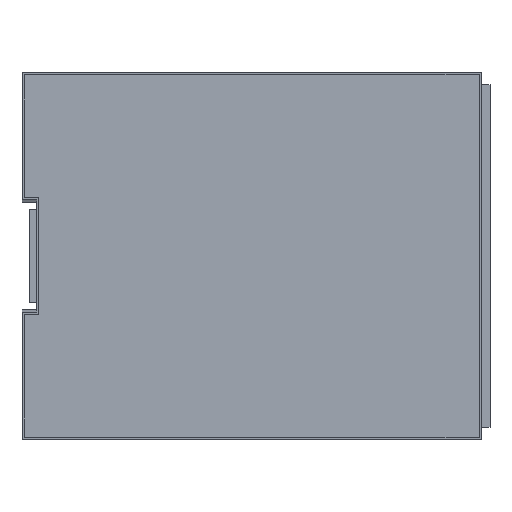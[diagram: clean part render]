
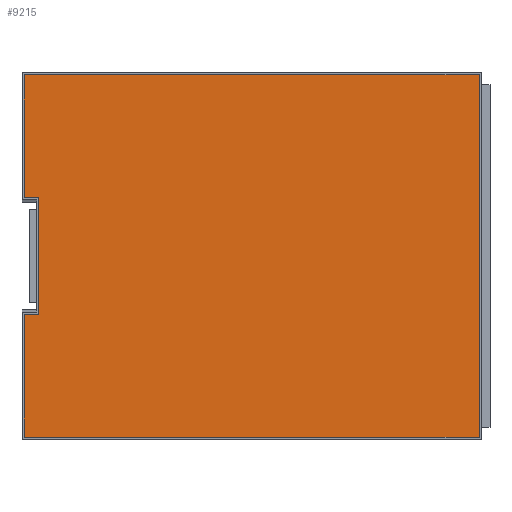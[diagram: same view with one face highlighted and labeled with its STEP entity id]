
A CAD part, top view. The second image highlights one B-rep face of the part: STEP entity #9215.
In plain terms, the highlighted planar face has unit normal (0, 0, 1).
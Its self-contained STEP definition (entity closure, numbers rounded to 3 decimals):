
#509=FACE_OUTER_BOUND('',#994,.T.);
#994=EDGE_LOOP('',(#7377,#7378,#7379,#7380,#7381,#7382,#7383,#7384));
#1235=LINE('',#12459,#2453);
#1239=LINE('',#12467,#2457);
#1242=LINE('',#12473,#2460);
#1245=LINE('',#12479,#2463);
#1248=LINE('',#12485,#2466);
#1251=LINE('',#12491,#2469);
#1254=LINE('',#12497,#2472);
#1257=LINE('',#12502,#2475);
#2453=VECTOR('',#10062,10.);
#2457=VECTOR('',#10068,10.);
#2460=VECTOR('',#10073,10.);
#2463=VECTOR('',#10078,10.);
#2466=VECTOR('',#10083,10.);
#2469=VECTOR('',#10088,10.);
#2472=VECTOR('',#10093,10.);
#2475=VECTOR('',#10098,10.);
#3671=VERTEX_POINT('',#12457);
#3672=VERTEX_POINT('',#12458);
#3675=VERTEX_POINT('',#12466);
#3677=VERTEX_POINT('',#12472);
#3679=VERTEX_POINT('',#12478);
#3681=VERTEX_POINT('',#12484);
#3683=VERTEX_POINT('',#12490);
#3685=VERTEX_POINT('',#12496);
#4549=EDGE_CURVE('',#3671,#3672,#1235,.T.);
#4553=EDGE_CURVE('',#3675,#3671,#1239,.T.);
#4556=EDGE_CURVE('',#3677,#3675,#1242,.T.);
#4559=EDGE_CURVE('',#3679,#3677,#1245,.T.);
#4562=EDGE_CURVE('',#3681,#3679,#1248,.T.);
#4565=EDGE_CURVE('',#3683,#3681,#1251,.T.);
#4568=EDGE_CURVE('',#3685,#3683,#1254,.T.);
#4571=EDGE_CURVE('',#3672,#3685,#1257,.T.);
#7377=ORIENTED_EDGE('',*,*,#4549,.T.);
#7378=ORIENTED_EDGE('',*,*,#4571,.T.);
#7379=ORIENTED_EDGE('',*,*,#4568,.T.);
#7380=ORIENTED_EDGE('',*,*,#4565,.T.);
#7381=ORIENTED_EDGE('',*,*,#4562,.T.);
#7382=ORIENTED_EDGE('',*,*,#4559,.T.);
#7383=ORIENTED_EDGE('',*,*,#4556,.T.);
#7384=ORIENTED_EDGE('',*,*,#4553,.T.);
#8771=PLANE('',#9778);
#9215=ADVANCED_FACE('',(#509),#8771,.T.);
#9778=AXIS2_PLACEMENT_3D('',#13972,#11392,#11393);
#10062=DIRECTION('',(1.,0.,0.));
#10068=DIRECTION('',(0.,-1.,0.));
#10073=DIRECTION('',(-1.,0.,0.));
#10078=DIRECTION('',(0.,-1.,0.));
#10083=DIRECTION('',(1.,0.,0.));
#10088=DIRECTION('',(0.,-1.,0.));
#10093=DIRECTION('',(-1.,0.,0.));
#10098=DIRECTION('',(0.,1.,0.));
#11392=DIRECTION('center_axis',(0.,0.,1.));
#11393=DIRECTION('ref_axis',(1.,0.,0.));
#12457=CARTESIAN_POINT('',(-31.2,-24.85,0.));
#12458=CARTESIAN_POINT('',(31.2,-24.85,0.));
#12459=CARTESIAN_POINT('',(-15.6,-24.85,0.));
#12466=CARTESIAN_POINT('',(-31.2,-8.,0.));
#12467=CARTESIAN_POINT('',(-31.2,-4.,0.));
#12472=CARTESIAN_POINT('',(-29.2,-8.,0.));
#12473=CARTESIAN_POINT('',(-14.6,-8.,0.));
#12478=CARTESIAN_POINT('',(-29.2,8.,0.));
#12479=CARTESIAN_POINT('',(-29.2,4.,0.));
#12484=CARTESIAN_POINT('',(-31.2,8.,0.));
#12485=CARTESIAN_POINT('',(-15.6,8.,0.));
#12490=CARTESIAN_POINT('',(-31.2,24.85,0.));
#12491=CARTESIAN_POINT('',(-31.2,12.425,0.));
#12496=CARTESIAN_POINT('',(31.2,24.85,0.));
#12497=CARTESIAN_POINT('',(15.6,24.85,0.));
#12502=CARTESIAN_POINT('',(31.2,-12.425,0.));
#13972=CARTESIAN_POINT('Origin',(0.,0.,0.));
